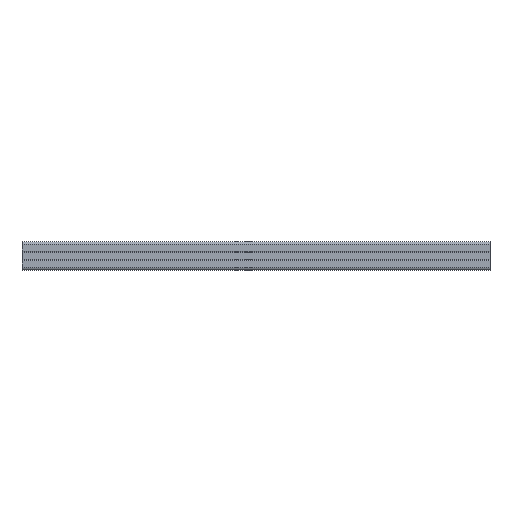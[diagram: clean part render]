
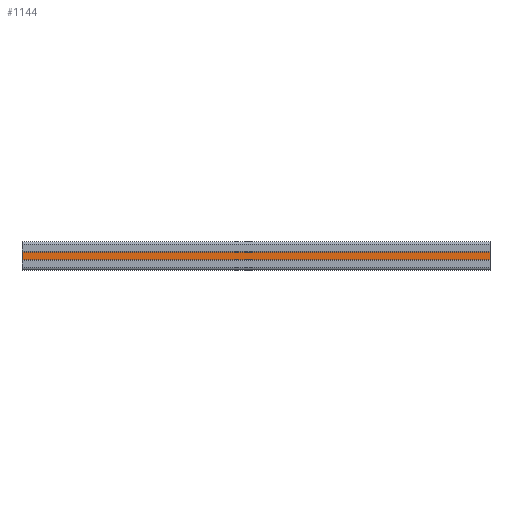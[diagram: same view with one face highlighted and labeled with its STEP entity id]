
A CAD part, top view. The second image highlights one B-rep face of the part: STEP entity #1144.
In plain terms, the highlighted planar face has unit normal (0, 0, 1).
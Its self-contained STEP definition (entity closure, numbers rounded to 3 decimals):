
#161 = VECTOR ( 'NONE', #1030, 1000. ) ;
#177 = PLANE ( 'NONE',  #189 ) ;
#189 = AXIS2_PLACEMENT_3D ( 'NONE', #1002, #2225, #339 ) ;
#339 = DIRECTION ( 'NONE',  ( -1., 0., 0. ) ) ;
#363 = EDGE_CURVE ( 'NONE', #1993, #1657, #1877, .T. ) ;
#409 = VERTEX_POINT ( 'NONE', #1700 ) ;
#439 = CARTESIAN_POINT ( 'NONE',  ( 2000., 4.25, -1594. ) ) ;
#469 = DIRECTION ( 'NONE',  ( 0., 1., 0. ) ) ;
#590 = ORIENTED_EDGE ( 'NONE', *, *, #1694, .T. ) ;
#772 = ORIENTED_EDGE ( 'NONE', *, *, #363, .T. ) ;
#783 = CARTESIAN_POINT ( 'NONE',  ( 2000., -4.25, -1594. ) ) ;
#808 = ORIENTED_EDGE ( 'NONE', *, *, #2132, .F. ) ;
#1002 = CARTESIAN_POINT ( 'NONE',  ( 1500., -4.25, -1594. ) ) ;
#1030 = DIRECTION ( 'NONE',  ( 0., 1., 0. ) ) ;
#1098 = DIRECTION ( 'NONE',  ( 1., 0., 0. ) ) ;
#1144 = ADVANCED_FACE ( 'NONE', ( #1542 ), #177, .F. ) ;
#1190 = CARTESIAN_POINT ( 'NONE',  ( 1500., 4.25, -1594. ) ) ;
#1200 = LINE ( 'NONE', #1190, #1822 ) ;
#1389 = CARTESIAN_POINT ( 'NONE',  ( 2000., -4.25, -1594. ) ) ;
#1503 = VERTEX_POINT ( 'NONE', #1646 ) ;
#1542 = FACE_OUTER_BOUND ( 'NONE', #1855, .T. ) ;
#1575 = VECTOR ( 'NONE', #1098, 1000. ) ;
#1646 = CARTESIAN_POINT ( 'NONE',  ( 1500., 4.25, -1594. ) ) ;
#1657 = VERTEX_POINT ( 'NONE', #439 ) ;
#1664 = CARTESIAN_POINT ( 'NONE',  ( 1500., -4.25, -1594. ) ) ;
#1694 = EDGE_CURVE ( 'NONE', #409, #1993, #2159, .T. ) ;
#1700 = CARTESIAN_POINT ( 'NONE',  ( 1500., -4.25, -1594. ) ) ;
#1709 = VECTOR ( 'NONE', #469, 1000. ) ;
#1822 = VECTOR ( 'NONE', #1935, 1000. ) ;
#1839 = LINE ( 'NONE', #1664, #1709 ) ;
#1855 = EDGE_LOOP ( 'NONE', ( #772, #2041, #808, #590 ) ) ;
#1877 = LINE ( 'NONE', #1389, #161 ) ;
#1935 = DIRECTION ( 'NONE',  ( 1., 0., 0. ) ) ;
#1993 = VERTEX_POINT ( 'NONE', #783 ) ;
#2041 = ORIENTED_EDGE ( 'NONE', *, *, #2210, .F. ) ;
#2132 = EDGE_CURVE ( 'NONE', #409, #1503, #1839, .T. ) ;
#2149 = CARTESIAN_POINT ( 'NONE',  ( 1500., -4.25, -1594. ) ) ;
#2159 = LINE ( 'NONE', #2149, #1575 ) ;
#2210 = EDGE_CURVE ( 'NONE', #1503, #1657, #1200, .T. ) ;
#2225 = DIRECTION ( 'NONE',  ( 0., 0., -1. ) ) ;
